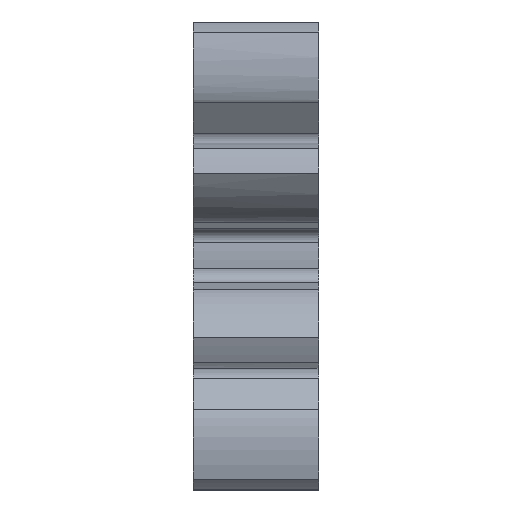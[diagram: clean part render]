
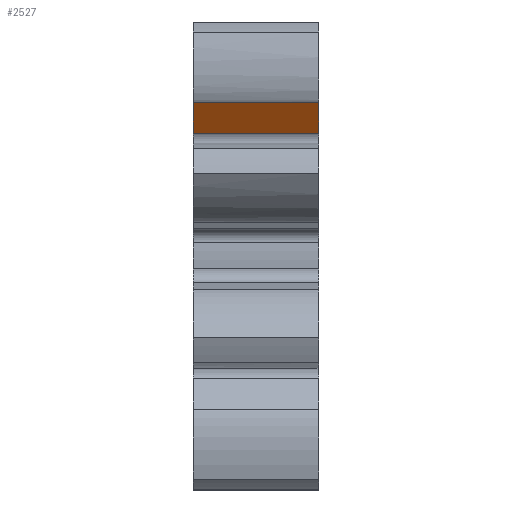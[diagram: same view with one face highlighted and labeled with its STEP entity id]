
A CAD part, front view. The second image highlights one B-rep face of the part: STEP entity #2527.
In plain terms, the highlighted planar face has unit normal (0, -0.825, -0.565).
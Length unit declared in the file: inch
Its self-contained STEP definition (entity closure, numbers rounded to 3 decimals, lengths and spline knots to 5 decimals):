
#140=PLANE('',#2765);
#239=FACE_OUTER_BOUND('',#376,.T.);
#376=EDGE_LOOP('',(#2122,#2123,#2124,#2125));
#537=LINE('',#9448,#731);
#560=LINE('',#10913,#754);
#561=LINE('',#10916,#755);
#562=LINE('',#10917,#756);
#731=VECTOR('',#3214,0.3937);
#754=VECTOR('',#3311,0.3937);
#755=VECTOR('',#3314,0.3937);
#756=VECTOR('',#3315,0.3937);
#1102=VERTEX_POINT('',#9445);
#1103=VERTEX_POINT('',#9447);
#1158=VERTEX_POINT('',#10911);
#1159=VERTEX_POINT('',#10915);
#1435=EDGE_CURVE('',#1102,#1103,#537,.T.);
#1501=EDGE_CURVE('',#1158,#1102,#560,.T.);
#1502=EDGE_CURVE('',#1159,#1158,#561,.T.);
#1503=EDGE_CURVE('',#1103,#1159,#562,.T.);
#2122=ORIENTED_EDGE('',*,*,#1501,.F.);
#2123=ORIENTED_EDGE('',*,*,#1502,.F.);
#2124=ORIENTED_EDGE('',*,*,#1503,.F.);
#2125=ORIENTED_EDGE('',*,*,#1435,.F.);
#2527=ADVANCED_FACE('',(#239),#140,.T.);
#2765=AXIS2_PLACEMENT_3D('',#10914,#3312,#3313);
#3214=DIRECTION('',(0.,-0.565,0.825));
#3311=DIRECTION('',(-1.,0.,0.));
#3312=DIRECTION('center_axis',(0.,-0.825,
-0.565));
#3313=DIRECTION('ref_axis',(0.,0.565,-0.825));
#3314=DIRECTION('',(0.,0.565,-0.825));
#3315=DIRECTION('',(1.,0.,0.));
#9445=CARTESIAN_POINT('',(0.9445,-0.85246,1.60691));
#9447=CARTESIAN_POINT('',(0.9445,-0.8735,1.63763));
#9448=CARTESIAN_POINT('',(0.9445,-0.84549,1.59674));
#10911=CARTESIAN_POINT('',(1.0695,-0.85246,1.60691));
#10913=CARTESIAN_POINT('',(0.9445,-0.85246,1.60691));
#10914=CARTESIAN_POINT('Origin',(0.9445,-0.8735,1.63763));
#10915=CARTESIAN_POINT('',(1.0695,-0.8735,1.63763));
#10916=CARTESIAN_POINT('',(1.0695,-0.84549,1.59674));
#10917=CARTESIAN_POINT('',(0.9445,-0.8735,1.63763));
